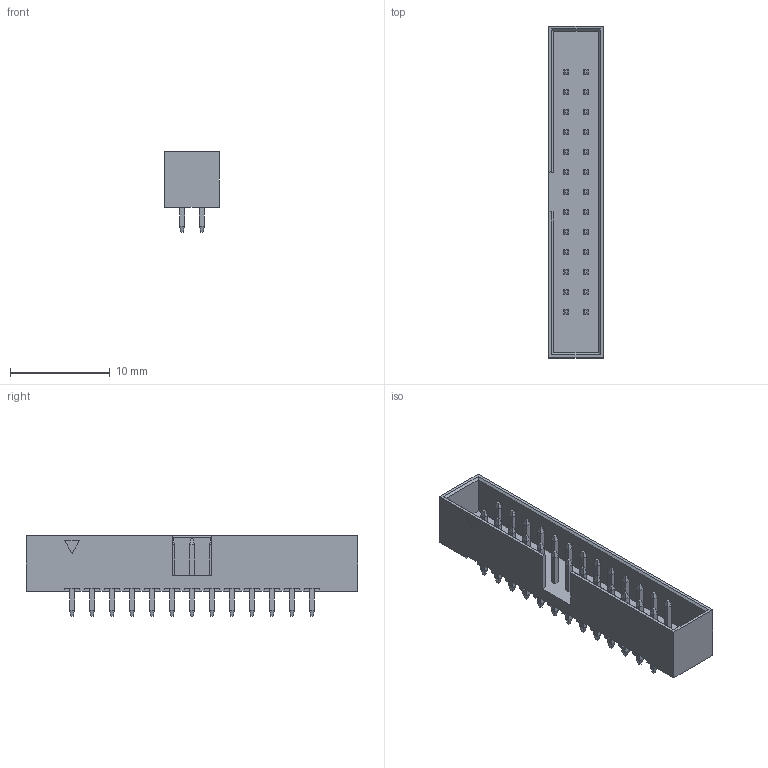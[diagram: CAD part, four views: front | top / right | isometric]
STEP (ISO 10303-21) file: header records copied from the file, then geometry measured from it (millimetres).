
FILE_DESCRIPTION(/* description */ ('Unknown'),/* implementation_level */ '2;1');
FILE_NAME(/* name */ 'J_Wurth_WR-BHD_62502621621',/* time_stamp */ '2025-05-16T11:06:08+08:00',/* author */ ('Unknown'),/* organization */ ('Unknown'),/* preprocessor_version */ 'ST-DEVELOPER v19.4',/* originating_system */ 'Solid Edge',/* authorisation */ 'Unknown');
FILE_SCHEMA (('AUTOMOTIVE_DESIGN {1 0 10303 214 3 1 1}'));
Length unit declared in the file: millimetre
Products named in the file (2): J_Wurth_WR-BHD_62502621621
Assembly tree (1 placements, depth 2):
  J_Wurth_WR-BHD_62502621621
    J_Wurth_WR-BHD_62502621621
Bounding box: 5.5 x 33.2 x 8.1 mm (x, y, z)
Volume: 442.5 mm3; surface area: 1411.8 mm2
Topology: 1 solids, 1 shells, 751 faces, 1772 edges, 1076 vertices
Faces by surface type: plane 751
Entity records: 25978 total; most frequent: CARTESIAN_POINT 3601, ORIENTED_EDGE 3544, DIRECTION 3278, EDGE_CURVE 1772, LINE 1772, VECTOR 1772, VERTEX_POINT 1076, EDGE_LOOP 804
